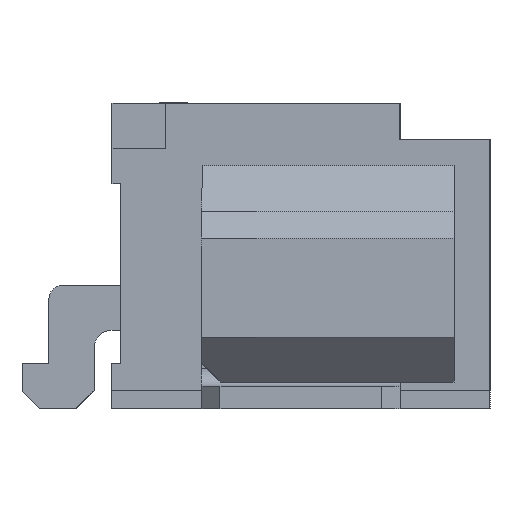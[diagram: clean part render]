
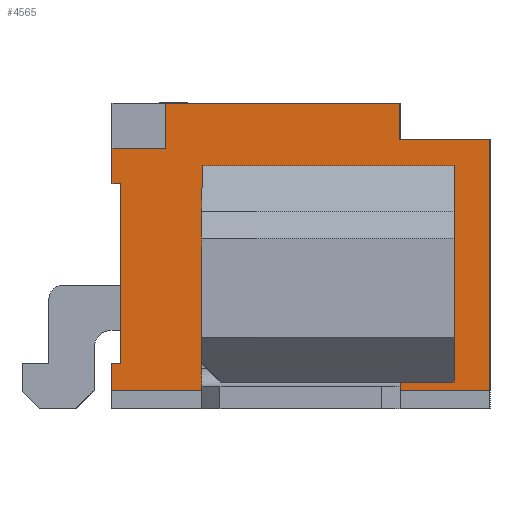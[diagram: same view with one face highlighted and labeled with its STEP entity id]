
A CAD part, left-side view. The second image highlights one B-rep face of the part: STEP entity #4565.
In plain terms, the highlighted planar face has unit normal (-1, 0, 0).
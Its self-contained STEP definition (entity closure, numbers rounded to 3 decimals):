
#160 = ORIENTED_EDGE ( 'NONE', *, *, #11368, .F. ) ;
#400 = ORIENTED_EDGE ( 'NONE', *, *, #13323, .F. ) ;
#508 = DIRECTION ( 'NONE',  ( 0., 0., 1. ) ) ;
#602 = CARTESIAN_POINT ( 'NONE',  ( -5.25, 1.5, 3.4 ) ) ;
#899 = DIRECTION ( 'NONE',  ( 0., -1., 0. ) ) ;
#964 = FACE_OUTER_BOUND ( 'NONE', #12605, .T. ) ;
#1031 = CARTESIAN_POINT ( 'NONE',  ( -5.25, -1.7, 0.3 ) ) ;
#1197 = ORIENTED_EDGE ( 'NONE', *, *, #4019, .F. ) ;
#1266 = CARTESIAN_POINT ( 'NONE',  ( -5.25, -2.1, 3. ) ) ;
#1498 = EDGE_CURVE ( 'NONE', #13319, #12628, #12157, .T. ) ;
#1507 = EDGE_CURVE ( 'NONE', #4831, #4469, #3347, .T. ) ;
#1676 = VERTEX_POINT ( 'NONE', #602 ) ;
#1857 = CARTESIAN_POINT ( 'NONE',  ( -5.25, 1.5, 2.9 ) ) ;
#2012 = DIRECTION ( 'NONE',  ( 0., 0., 1. ) ) ;
#2058 = ORIENTED_EDGE ( 'NONE', *, *, #3126, .F. ) ;
#2129 = VERTEX_POINT ( 'NONE', #14586 ) ;
#2219 = CARTESIAN_POINT ( 'NONE',  ( -5.25, 2.1, 3.4 ) ) ;
#2238 = VECTOR ( 'NONE', #899, 1000. ) ;
#2683 = AXIS2_PLACEMENT_3D ( 'NONE', #14801, #14685, #14588 ) ;
#2983 = VECTOR ( 'NONE', #4433, 1000. ) ;
#3050 = DIRECTION ( 'NONE',  ( 0., -1., 0. ) ) ;
#3075 = LINE ( 'NONE', #9268, #9505 ) ;
#3126 = EDGE_CURVE ( 'NONE', #6740, #2129, #6223, .T. ) ;
#3267 = VECTOR ( 'NONE', #3529, 1000. ) ;
#3347 = LINE ( 'NONE', #5700, #2983 ) ;
#3529 = DIRECTION ( 'NONE',  ( 0., -1., 0. ) ) ;
#3654 = LINE ( 'NONE', #2219, #6508 ) ;
#3701 = VECTOR ( 'NONE', #12159, 1000. ) ;
#3758 = CARTESIAN_POINT ( 'NONE',  ( -5.25, 1.5, 2.9 ) ) ;
#3902 = ORIENTED_EDGE ( 'NONE', *, *, #12324, .F. ) ;
#4019 = EDGE_CURVE ( 'NONE', #12628, #7229, #4556, .T. ) ;
#4101 = LINE ( 'NONE', #5002, #3701 ) ;
#4253 = CARTESIAN_POINT ( 'NONE',  ( -5.25, 2.1, 3.4 ) ) ;
#4297 = CARTESIAN_POINT ( 'NONE',  ( -5.25, 2.1, 3.4 ) ) ;
#4380 = CARTESIAN_POINT ( 'NONE',  ( -5.25, 2.1, 0.5 ) ) ;
#4433 = DIRECTION ( 'NONE',  ( 0., -1., 0. ) ) ;
#4469 = VERTEX_POINT ( 'NONE', #10372 ) ;
#4550 = FACE_BOUND ( 'NONE', #7611, .T. ) ;
#4556 = LINE ( 'NONE', #6259, #13702 ) ;
#4565 = ADVANCED_FACE ( 'NONE', ( #964, #4550 ), #14853, .F. ) ;
#4651 = EDGE_CURVE ( 'NONE', #14030, #13333, #11488, .T. ) ;
#4831 = VERTEX_POINT ( 'NONE', #5162 ) ;
#4922 = VECTOR ( 'NONE', #508, 1000. ) ;
#4986 = VECTOR ( 'NONE', #9131, 1000. ) ;
#5002 = CARTESIAN_POINT ( 'NONE',  ( -5.25, -1.1, 3. ) ) ;
#5162 = CARTESIAN_POINT ( 'NONE',  ( -5.25, 1.1, 2.7 ) ) ;
#5307 = CARTESIAN_POINT ( 'NONE',  ( -5.25, 2.1, 2.5 ) ) ;
#5445 = ORIENTED_EDGE ( 'NONE', *, *, #5723, .F. ) ;
#5449 = LINE ( 'NONE', #12283, #14545 ) ;
#5505 = VERTEX_POINT ( 'NONE', #5307 ) ;
#5515 = DIRECTION ( 'NONE',  ( 0., -1., 0. ) ) ;
#5700 = CARTESIAN_POINT ( 'NONE',  ( -5.25, 1.1, 2.7 ) ) ;
#5723 = EDGE_CURVE ( 'NONE', #7229, #5505, #5449, .T. ) ;
#5819 = VECTOR ( 'NONE', #7985, 1000. ) ;
#5915 = CARTESIAN_POINT ( 'NONE',  ( -5.25, 1.1, 0.3 ) ) ;
#6111 = LINE ( 'NONE', #5915, #3267 ) ;
#6223 = LINE ( 'NONE', #1266, #2238 ) ;
#6259 = CARTESIAN_POINT ( 'NONE',  ( -5.25, 2., 2.5 ) ) ;
#6328 = DIRECTION ( 'NONE',  ( 0., 0., 1. ) ) ;
#6386 = ORIENTED_EDGE ( 'NONE', *, *, #9177, .F. ) ;
#6508 = VECTOR ( 'NONE', #11818, 1000. ) ;
#6528 = VERTEX_POINT ( 'NONE', #8517 ) ;
#6740 = VERTEX_POINT ( 'NONE', #14795 ) ;
#7018 = CARTESIAN_POINT ( 'NONE',  ( -5.25, 2.1, 0.5 ) ) ;
#7080 = VECTOR ( 'NONE', #10134, 1000. ) ;
#7229 = VERTEX_POINT ( 'NONE', #10010 ) ;
#7277 = EDGE_CURVE ( 'NONE', #13333, #2129, #7780, .T. ) ;
#7456 = CARTESIAN_POINT ( 'NONE',  ( -5.25, 1.5, 2.9 ) ) ;
#7596 = VERTEX_POINT ( 'NONE', #7456 ) ;
#7611 = EDGE_LOOP ( 'NONE', ( #3902, #15126, #11837, #9993 ) ) ;
#7757 = CARTESIAN_POINT ( 'NONE',  ( -5.25, -2.1, 3.4 ) ) ;
#7780 = LINE ( 'NONE', #7757, #4922 ) ;
#7841 = VECTOR ( 'NONE', #5515, 1000. ) ;
#7985 = DIRECTION ( 'NONE',  ( 0., -1., 0. ) ) ;
#8180 = CARTESIAN_POINT ( 'NONE',  ( -5.25, 2., 0.5 ) ) ;
#8210 = LINE ( 'NONE', #4297, #7841 ) ;
#8423 = ORIENTED_EDGE ( 'NONE', *, *, #4651, .T. ) ;
#8441 = ORIENTED_EDGE ( 'NONE', *, *, #10483, .T. ) ;
#8517 = CARTESIAN_POINT ( 'NONE',  ( -5.25, -1.1, 3.4 ) ) ;
#8601 = VERTEX_POINT ( 'NONE', #13985 ) ;
#9131 = DIRECTION ( 'NONE',  ( 0., 0., 1. ) ) ;
#9177 = EDGE_CURVE ( 'NONE', #7596, #1676, #13697, .T. ) ;
#9268 = CARTESIAN_POINT ( 'NONE',  ( -5.25, 1.1, 0.3 ) ) ;
#9505 = VECTOR ( 'NONE', #2012, 1000. ) ;
#9861 = EDGE_CURVE ( 'NONE', #13575, #7596, #14760, .T. ) ;
#9993 = ORIENTED_EDGE ( 'NONE', *, *, #1507, .T. ) ;
#10010 = CARTESIAN_POINT ( 'NONE',  ( -5.25, 2., 2.5 ) ) ;
#10134 = DIRECTION ( 'NONE',  ( 0., 0., 1. ) ) ;
#10299 = LINE ( 'NONE', #11242, #7080 ) ;
#10372 = CARTESIAN_POINT ( 'NONE',  ( -5.25, -1.7, 2.7 ) ) ;
#10483 = EDGE_CURVE ( 'NONE', #6740, #6528, #4101, .T. ) ;
#10578 = VECTOR ( 'NONE', #10960, 1000. ) ;
#10831 = ORIENTED_EDGE ( 'NONE', *, *, #7277, .T. ) ;
#10960 = DIRECTION ( 'NONE',  ( 0., 0., 1. ) ) ;
#10973 = ORIENTED_EDGE ( 'NONE', *, *, #1498, .F. ) ;
#11046 = CARTESIAN_POINT ( 'NONE',  ( -5.25, 2.1, 2.9 ) ) ;
#11242 = CARTESIAN_POINT ( 'NONE',  ( -5.25, -1.7, 0.3 ) ) ;
#11368 = EDGE_CURVE ( 'NONE', #14030, #13319, #11371, .T. ) ;
#11371 = LINE ( 'NONE', #4253, #4986 ) ;
#11404 = EDGE_CURVE ( 'NONE', #1676, #6528, #8210, .T. ) ;
#11488 = LINE ( 'NONE', #11589, #14235 ) ;
#11497 = DIRECTION ( 'NONE',  ( 0., -1., 0. ) ) ;
#11589 = CARTESIAN_POINT ( 'NONE',  ( -5.25, 2.1, 0.2 ) ) ;
#11631 = EDGE_CURVE ( 'NONE', #8601, #14471, #6111, .T. ) ;
#11797 = CARTESIAN_POINT ( 'NONE',  ( -5.25, 2.1, 0.2 ) ) ;
#11818 = DIRECTION ( 'NONE',  ( 0., 0., 1. ) ) ;
#11837 = ORIENTED_EDGE ( 'NONE', *, *, #13901, .T. ) ;
#12157 = LINE ( 'NONE', #4380, #5819 ) ;
#12159 = DIRECTION ( 'NONE',  ( 0., 0., 1. ) ) ;
#12283 = CARTESIAN_POINT ( 'NONE',  ( -5.25, 2.1, 2.5 ) ) ;
#12324 = EDGE_CURVE ( 'NONE', #14471, #4469, #10299, .T. ) ;
#12605 = EDGE_LOOP ( 'NONE', ( #14002, #6386, #14244, #400, #5445, #1197, #10973, #160, #8423, #10831, #2058, #8441 ) ) ;
#12628 = VERTEX_POINT ( 'NONE', #8180 ) ;
#13319 = VERTEX_POINT ( 'NONE', #7018 ) ;
#13323 = EDGE_CURVE ( 'NONE', #5505, #13575, #3654, .T. ) ;
#13333 = VERTEX_POINT ( 'NONE', #15376 ) ;
#13421 = DIRECTION ( 'NONE',  ( 0., 1., 0. ) ) ;
#13575 = VERTEX_POINT ( 'NONE', #11046 ) ;
#13697 = LINE ( 'NONE', #3758, #10578 ) ;
#13702 = VECTOR ( 'NONE', #6328, 1000. ) ;
#13901 = EDGE_CURVE ( 'NONE', #8601, #4831, #3075, .T. ) ;
#13985 = CARTESIAN_POINT ( 'NONE',  ( -5.25, 1.1, 0.3 ) ) ;
#14002 = ORIENTED_EDGE ( 'NONE', *, *, #11404, .F. ) ;
#14030 = VERTEX_POINT ( 'NONE', #11797 ) ;
#14235 = VECTOR ( 'NONE', #11497, 1000. ) ;
#14244 = ORIENTED_EDGE ( 'NONE', *, *, #9861, .F. ) ;
#14377 = VECTOR ( 'NONE', #3050, 1000. ) ;
#14471 = VERTEX_POINT ( 'NONE', #1031 ) ;
#14545 = VECTOR ( 'NONE', #13421, 1000. ) ;
#14586 = CARTESIAN_POINT ( 'NONE',  ( -5.25, -2.1, 3. ) ) ;
#14588 = DIRECTION ( 'NONE',  ( 0., 0., -1. ) ) ;
#14685 = DIRECTION ( 'NONE',  ( 1., 0., 0. ) ) ;
#14760 = LINE ( 'NONE', #1857, #14377 ) ;
#14795 = CARTESIAN_POINT ( 'NONE',  ( -5.25, -1.1, 3. ) ) ;
#14801 = CARTESIAN_POINT ( 'NONE',  ( -5.25, 2.1, 3.4 ) ) ;
#14853 = PLANE ( 'NONE',  #2683 ) ;
#15126 = ORIENTED_EDGE ( 'NONE', *, *, #11631, .F. ) ;
#15376 = CARTESIAN_POINT ( 'NONE',  ( -5.25, -2.1, 0.2 ) ) ;
